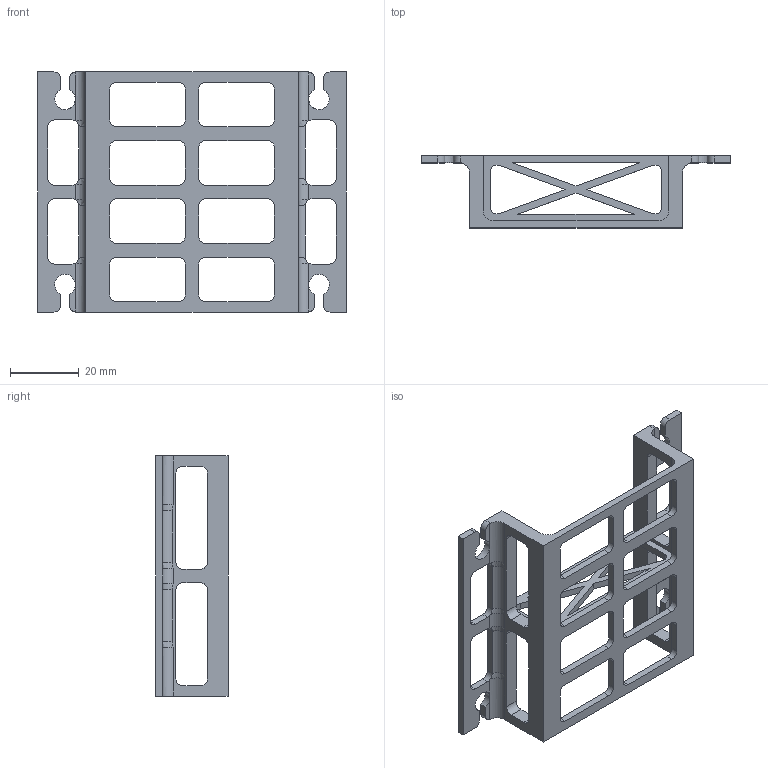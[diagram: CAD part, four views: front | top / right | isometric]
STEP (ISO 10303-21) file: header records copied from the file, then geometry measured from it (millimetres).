
FILE_DESCRIPTION (( 'STEP AP214' ), '1' );
FILE_NAME ('滄諷累 狟.STEP', '2023-07-05T15:20:08', ( '' ), ( '' ), 'SwSTEP 2.0', 'SolidWorks 2018', '' );
FILE_SCHEMA (( 'AUTOMOTIVE_DESIGN' ));
Length unit declared in the file: millimetre
Products named in the file (1): 滄諷累 狟
Bounding box: 90 x 21 x 70 mm (x, y, z)
Volume: 14098.6 mm3; surface area: 14372.3 mm2
Topology: 1 solids, 1 shells, 214 faces, 636 edges, 412 vertices
Faces by surface type: plane 110, cylinder 96, bspline 8
Entity records: 7518 total; most frequent: CARTESIAN_POINT 1547, ORIENTED_EDGE 1272, DIRECTION 1242, EDGE_CURVE 636, VECTOR 420, LINE 420, VERTEX_POINT 412, AXIS2_PLACEMENT_3D 411
